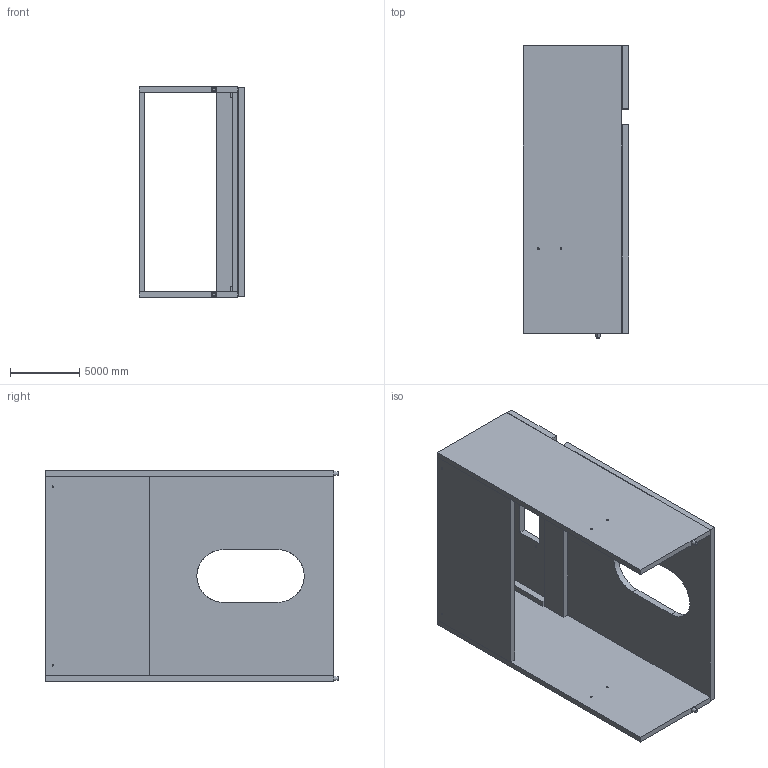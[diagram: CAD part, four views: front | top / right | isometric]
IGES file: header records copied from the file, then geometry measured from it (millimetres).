
Global section: file name: AW32-20201119; native system: AutoCAD 2015 - English; preprocessor: Autodesk Translation Framework DWG producer (atf_dwg_producer); organization: unknown; date: 20201119.114136; units: inch
Bounding box: 7620 x 21145.5 x 15240 mm (x, y, z)
Volume: 305629635376.4 mm3; surface area: 1601598464.2 mm2
Topology: 11 solids, 11 shells, 91 faces, 207 edges, 138 vertices
Faces by surface type: bspline 91
